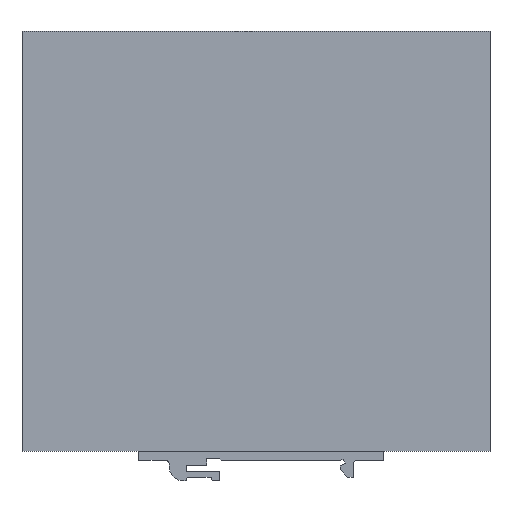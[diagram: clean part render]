
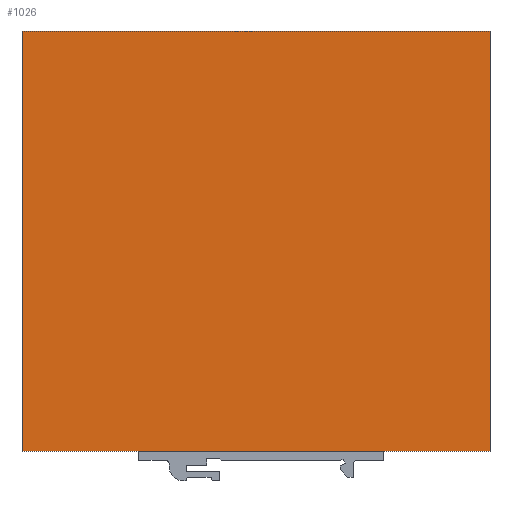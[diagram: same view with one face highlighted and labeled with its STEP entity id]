
A CAD part, left-side view. The second image highlights one B-rep face of the part: STEP entity #1026.
In plain terms, the highlighted planar face has unit normal (-1, 0, 0).
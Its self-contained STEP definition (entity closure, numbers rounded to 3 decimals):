
#57 = ORIENTED_EDGE ( 'NONE', *, *, #695, .F. ) ;
#71 = VERTEX_POINT ( 'NONE', #832 ) ;
#85 = PLANE ( 'NONE',  #735 ) ;
#110 = CARTESIAN_POINT ( 'NONE',  ( -32.5, 63., 56.55 ) ) ;
#264 = DIRECTION ( 'NONE',  ( -1., 0., 0. ) ) ;
#278 = CARTESIAN_POINT ( 'NONE',  ( -32.5, -63., 56.55 ) ) ;
#402 = CARTESIAN_POINT ( 'NONE',  ( -32.5, 63., 56.55 ) ) ;
#431 = LINE ( 'NONE', #278, #636 ) ;
#502 = FACE_OUTER_BOUND ( 'NONE', #822, .T. ) ;
#508 = ORIENTED_EDGE ( 'NONE', *, *, #638, .F. ) ;
#580 = EDGE_CURVE ( 'NONE', #71, #728, #431, .T. ) ;
#584 = CARTESIAN_POINT ( 'NONE',  ( -32.5, -63., -56.55 ) ) ;
#617 = CARTESIAN_POINT ( 'NONE',  ( -32.5, 63., -56.55 ) ) ;
#636 = VECTOR ( 'NONE', #990, 1000. ) ;
#638 = EDGE_CURVE ( 'NONE', #894, #706, #1174, .T. ) ;
#678 = DIRECTION ( 'NONE',  ( 0., 1., 0. ) ) ;
#681 = VECTOR ( 'NONE', #734, 1000. ) ;
#695 = EDGE_CURVE ( 'NONE', #728, #894, #956, .T. ) ;
#706 = VERTEX_POINT ( 'NONE', #402 ) ;
#716 = ORIENTED_EDGE ( 'NONE', *, *, #1027, .F. ) ;
#728 = VERTEX_POINT ( 'NONE', #584 ) ;
#734 = DIRECTION ( 'NONE',  ( 0., -1., 0. ) ) ;
#735 = AXIS2_PLACEMENT_3D ( 'NONE', #811, #264, #893 ) ;
#769 = VECTOR ( 'NONE', #1108, 1000. ) ;
#811 = CARTESIAN_POINT ( 'NONE',  ( -32.5, 0., 0. ) ) ;
#822 = EDGE_LOOP ( 'NONE', ( #57, #1068, #716, #508 ) ) ;
#832 = CARTESIAN_POINT ( 'NONE',  ( -32.5, -63., 56.55 ) ) ;
#893 = DIRECTION ( 'NONE',  ( 0., 0., 1. ) ) ;
#894 = VERTEX_POINT ( 'NONE', #617 ) ;
#956 = LINE ( 'NONE', #1119, #1072 ) ;
#976 = CARTESIAN_POINT ( 'NONE',  ( -32.5, -63., 56.55 ) ) ;
#990 = DIRECTION ( 'NONE',  ( 0., 0., -1. ) ) ;
#1026 = ADVANCED_FACE ( 'NONE', ( #502 ), #85, .T. ) ;
#1027 = EDGE_CURVE ( 'NONE', #706, #71, #1082, .T. ) ;
#1068 = ORIENTED_EDGE ( 'NONE', *, *, #580, .F. ) ;
#1072 = VECTOR ( 'NONE', #678, 1000. ) ;
#1082 = LINE ( 'NONE', #976, #681 ) ;
#1108 = DIRECTION ( 'NONE',  ( 0., 0., 1. ) ) ;
#1119 = CARTESIAN_POINT ( 'NONE',  ( -32.5, -63., -56.55 ) ) ;
#1174 = LINE ( 'NONE', #110, #769 ) ;
